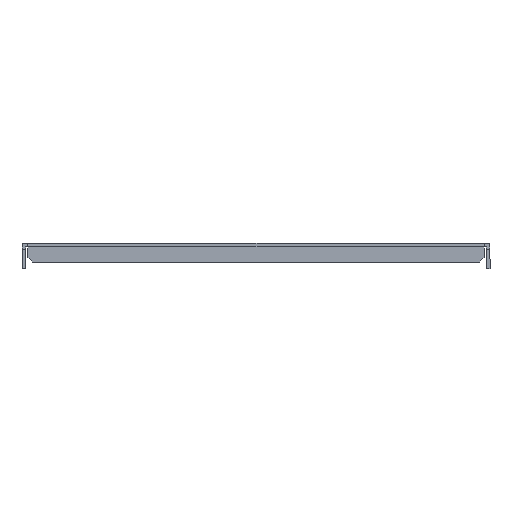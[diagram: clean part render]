
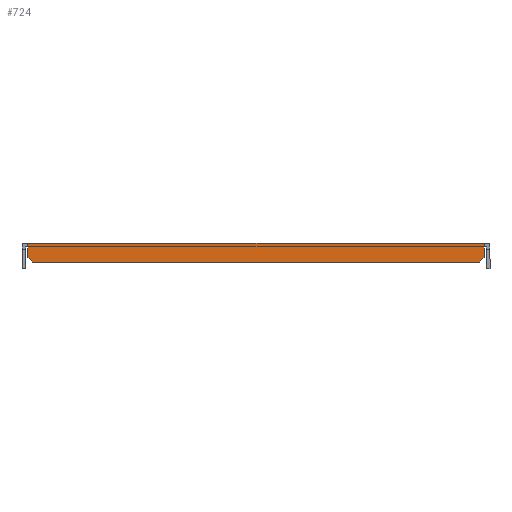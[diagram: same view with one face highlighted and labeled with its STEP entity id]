
A CAD part, front view. The second image highlights one B-rep face of the part: STEP entity #724.
In plain terms, the highlighted planar face has unit normal (0, -1, 0).
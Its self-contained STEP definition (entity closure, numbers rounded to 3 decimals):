
#1 = LINE ( 'NONE', #833, #2467 ) ;
#8 = LINE ( 'NONE', #1895, #1123 ) ;
#94 = CARTESIAN_POINT ( 'NONE',  ( -97., -210., 0. ) ) ;
#105 = EDGE_CURVE ( 'NONE', #2192, #624, #550, .T. ) ;
#141 = EDGE_CURVE ( 'NONE', #1719, #1270, #2238, .T. ) ;
#160 = DIRECTION ( 'NONE',  ( 0., 0., 1. ) ) ;
#201 = DIRECTION ( 'NONE',  ( 0., 0., 1. ) ) ;
#263 = ORIENTED_EDGE ( 'NONE', *, *, #1568, .T. ) ;
#408 = VERTEX_POINT ( 'NONE', #1845 ) ;
#418 = CARTESIAN_POINT ( 'NONE',  ( -95., -210., -8. ) ) ;
#424 = EDGE_CURVE ( 'NONE', #1719, #2586, #1459, .T. ) ;
#431 = DIRECTION ( 'NONE',  ( 1., 0., 0. ) ) ;
#432 = VECTOR ( 'NONE', #2001, 1000. ) ;
#546 = ORIENTED_EDGE ( 'NONE', *, *, #141, .F. ) ;
#550 = LINE ( 'NONE', #977, #726 ) ;
#562 = VECTOR ( 'NONE', #1597, 1000. ) ;
#581 = CARTESIAN_POINT ( 'NONE',  ( -97., -210., 0. ) ) ;
#596 = EDGE_CURVE ( 'NONE', #2065, #1270, #1208, .T. ) ;
#624 = VERTEX_POINT ( 'NONE', #1826 ) ;
#657 = CARTESIAN_POINT ( 'NONE',  ( -97., -210., 0. ) ) ;
#724 = ADVANCED_FACE ( 'NONE', ( #2499 ), #814, .F. ) ;
#726 = VECTOR ( 'NONE', #2214, 1000. ) ;
#737 = CARTESIAN_POINT ( 'NONE',  ( -95., -210., -8. ) ) ;
#792 = EDGE_CURVE ( 'NONE', #408, #2192, #1, .T. ) ;
#814 = PLANE ( 'NONE',  #2208 ) ;
#833 = CARTESIAN_POINT ( 'NONE',  ( 97., -210., -6. ) ) ;
#852 = DIRECTION ( 'NONE',  ( 0.707, 0., 0.707 ) ) ;
#857 = ORIENTED_EDGE ( 'NONE', *, *, #792, .T. ) ;
#977 = CARTESIAN_POINT ( 'NONE',  ( 97., -210., 0. ) ) ;
#1049 = DIRECTION ( 'NONE',  ( 0., 0., 1. ) ) ;
#1123 = VECTOR ( 'NONE', #431, 1000. ) ;
#1164 = ORIENTED_EDGE ( 'NONE', *, *, #424, .T. ) ;
#1175 = EDGE_CURVE ( 'NONE', #624, #2065, #2237, .T. ) ;
#1208 = LINE ( 'NONE', #1620, #432 ) ;
#1223 = CARTESIAN_POINT ( 'NONE',  ( 97., -210., -6. ) ) ;
#1225 = CARTESIAN_POINT ( 'NONE',  ( 0., -210., 0. ) ) ;
#1270 = VERTEX_POINT ( 'NONE', #657 ) ;
#1374 = CARTESIAN_POINT ( 'NONE',  ( 97., -210., 0. ) ) ;
#1459 = LINE ( 'NONE', #94, #1989 ) ;
#1553 = VECTOR ( 'NONE', #160, 1000. ) ;
#1568 = EDGE_CURVE ( 'NONE', #2586, #1708, #2279, .T. ) ;
#1597 = DIRECTION ( 'NONE',  ( 0.707, 0., -0.707 ) ) ;
#1620 = CARTESIAN_POINT ( 'NONE',  ( 0., -210., 0. ) ) ;
#1623 = ORIENTED_EDGE ( 'NONE', *, *, #596, .T. ) ;
#1687 = ORIENTED_EDGE ( 'NONE', *, *, #105, .T. ) ;
#1692 = ORIENTED_EDGE ( 'NONE', *, *, #2614, .T. ) ;
#1708 = VERTEX_POINT ( 'NONE', #737 ) ;
#1719 = VERTEX_POINT ( 'NONE', #2394 ) ;
#1826 = CARTESIAN_POINT ( 'NONE',  ( 97., -210., -2.5 ) ) ;
#1845 = CARTESIAN_POINT ( 'NONE',  ( 95., -210., -8. ) ) ;
#1895 = CARTESIAN_POINT ( 'NONE',  ( 0., -210., -8. ) ) ;
#1989 = VECTOR ( 'NONE', #2288, 1000. ) ;
#2001 = DIRECTION ( 'NONE',  ( -1., 0., 0. ) ) ;
#2065 = VERTEX_POINT ( 'NONE', #1374 ) ;
#2076 = CARTESIAN_POINT ( 'NONE',  ( 97., -210., -2.5 ) ) ;
#2192 = VERTEX_POINT ( 'NONE', #1223 ) ;
#2208 = AXIS2_PLACEMENT_3D ( 'NONE', #1225, #2296, #1049 ) ;
#2214 = DIRECTION ( 'NONE',  ( 0., 0., 1. ) ) ;
#2237 = LINE ( 'NONE', #2076, #2558 ) ;
#2238 = LINE ( 'NONE', #581, #1553 ) ;
#2275 = EDGE_LOOP ( 'NONE', ( #1164, #263, #1692, #857, #1687, #2529, #1623, #546 ) ) ;
#2279 = LINE ( 'NONE', #418, #562 ) ;
#2288 = DIRECTION ( 'NONE',  ( 0., 0., -1. ) ) ;
#2296 = DIRECTION ( 'NONE',  ( 0., 1., 0. ) ) ;
#2394 = CARTESIAN_POINT ( 'NONE',  ( -97., -210., -2.5 ) ) ;
#2452 = CARTESIAN_POINT ( 'NONE',  ( -97., -210., -6. ) ) ;
#2467 = VECTOR ( 'NONE', #852, 1000. ) ;
#2499 = FACE_OUTER_BOUND ( 'NONE', #2275, .T. ) ;
#2529 = ORIENTED_EDGE ( 'NONE', *, *, #1175, .T. ) ;
#2558 = VECTOR ( 'NONE', #201, 1000. ) ;
#2586 = VERTEX_POINT ( 'NONE', #2452 ) ;
#2614 = EDGE_CURVE ( 'NONE', #1708, #408, #8, .T. ) ;
